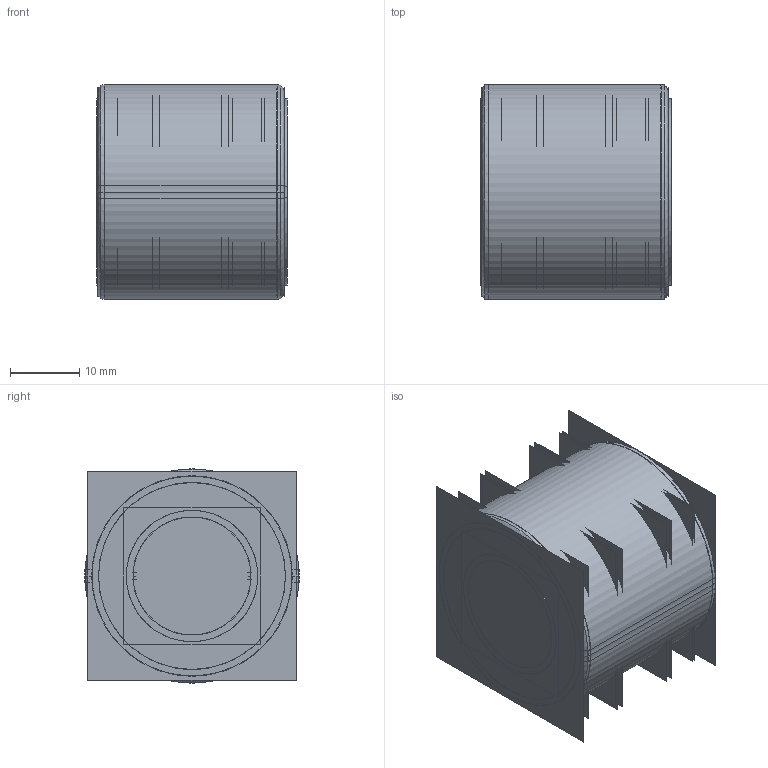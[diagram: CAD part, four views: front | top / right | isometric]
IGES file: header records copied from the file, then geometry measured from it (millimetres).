
Start section:  PTC IGES file: fp427m.igs
Global section: file name: fp427m.igs; native system: Creo Parametric by Parametric Technology Corporation; preprocessor: 2013150; author: sales 4; organization: Unknown; date: 20140325.144230; units: millimetre
Bounding box: 27.51 x 31 x 31 mm (x, y, z)
Volume: 11647.9 mm3; surface area: 124459.4 mm2
Topology: 29 solids, 29 shells, 4012 faces, 20426 edges, 25275 vertices
Faces by surface type: bspline 2802, revolution 1210
